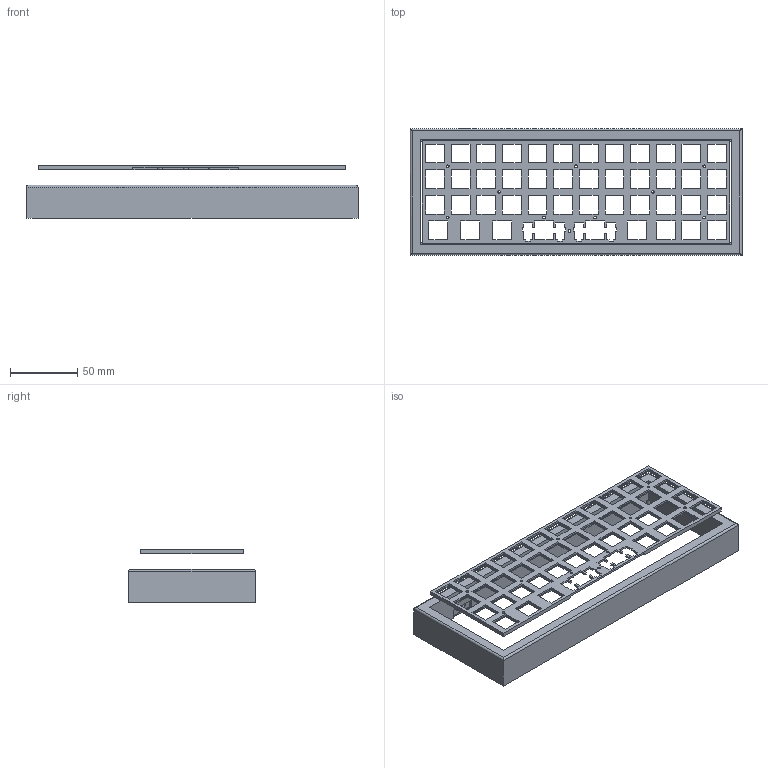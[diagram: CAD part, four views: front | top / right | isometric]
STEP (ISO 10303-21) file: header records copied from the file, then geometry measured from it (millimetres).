
FILE_DESCRIPTION(('HOOPS Exchange Step'),'2;1');
FILE_NAME('temp_export','2024-02-17T13:33:21-08:00',('daniel'),('Shapr3D Limited'),'HOOPS Exchange 2023.2','Shapr3D','Authorized');
FILE_SCHEMA( ('AUTOMOTIVE_DESIGN { 1 0 10303 214 1 1 1 1 }') );
Length unit declared in the file: millimetre
Products named in the file (1): root
Bounding box: 246.6 x 94.2 x 39.03 mm (x, y, z)
Volume: 144863.6 mm3; surface area: 68536.1 mm2
Topology: 2 solids, 2 shells, 533 faces, 1433 edges, 954 vertices
Faces by surface type: plane 504, cylinder 29
Full cylindrical faces by diameter (mm): 2 x10, 2.2 x4, 3.6 x1
Entity records: 16620 total; most frequent: CARTESIAN_POINT 2921, ORIENTED_EDGE 2866, DIRECTION 2555, EDGE_CURVE 1433, VECTOR 1379, LINE 1379, VERTEX_POINT 954, EDGE_LOOP 697
